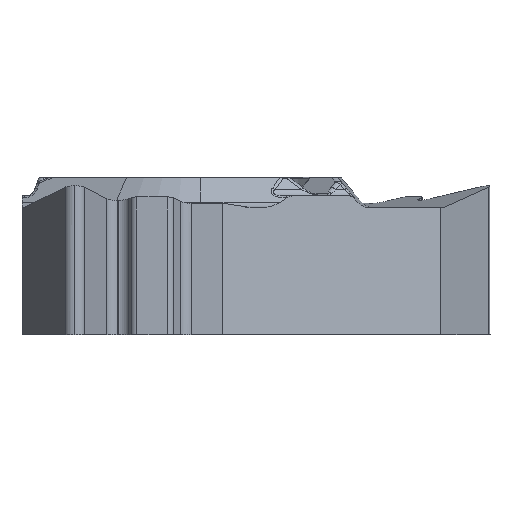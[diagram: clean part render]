
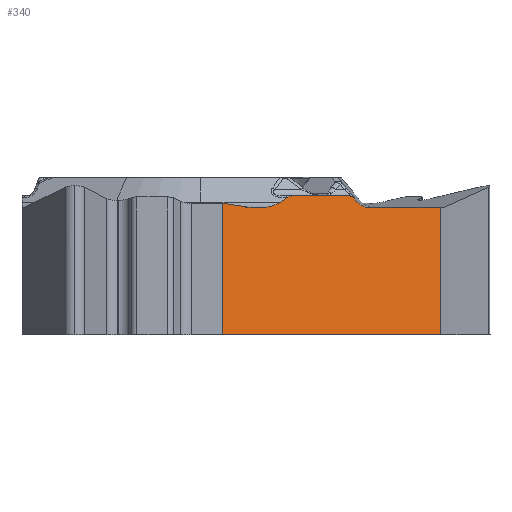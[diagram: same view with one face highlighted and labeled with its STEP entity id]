
A CAD part, front view. The second image highlights one B-rep face of the part: STEP entity #340.
In plain terms, the highlighted planar face has unit normal (0.5, -0.866, 0).
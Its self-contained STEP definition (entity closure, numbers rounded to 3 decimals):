
#340=ADVANCED_FACE('',(#606),#550,.F.);
#550=PLANE('',#3560);
#606=FACE_OUTER_BOUND('',#810,.T.);
#810=EDGE_LOOP('',(#1139,#1140,#1141,#1142,#1143,#1144,#1145,#1146,#1147,
#1148,#1149,#1150,#1151,#1152));
#1034=ELLIPSE('',#3555,0.489,0.415);
#1035=ELLIPSE('',#3556,0.177,0.15);
#1036=ELLIPSE('',#3557,0.3,0.15);
#1037=ELLIPSE('',#3558,0.83,0.415);
#1038=ELLIPSE('',#3559,0.83,0.415);
#1139=ORIENTED_EDGE('',*,*,#2489,.T.);
#1140=ORIENTED_EDGE('',*,*,#2490,.T.);
#1141=ORIENTED_EDGE('',*,*,#2491,.F.);
#1142=ORIENTED_EDGE('',*,*,#2492,.T.);
#1143=ORIENTED_EDGE('',*,*,#2493,.F.);
#1144=ORIENTED_EDGE('',*,*,#2494,.F.);
#1145=ORIENTED_EDGE('',*,*,#2495,.T.);
#1146=ORIENTED_EDGE('',*,*,#2496,.F.);
#1147=ORIENTED_EDGE('',*,*,#2497,.F.);
#1148=ORIENTED_EDGE('',*,*,#2498,.T.);
#1149=ORIENTED_EDGE('',*,*,#2499,.F.);
#1150=ORIENTED_EDGE('',*,*,#2500,.T.);
#1151=ORIENTED_EDGE('',*,*,#2501,.T.);
#1152=ORIENTED_EDGE('',*,*,#2502,.T.);
#2175=VERTEX_POINT('',#5393);
#2176=VERTEX_POINT('',#5394);
#2177=VERTEX_POINT('',#5396);
#2178=VERTEX_POINT('',#5398);
#2179=VERTEX_POINT('',#5400);
#2180=VERTEX_POINT('',#5402);
#2181=VERTEX_POINT('',#5404);
#2182=VERTEX_POINT('',#5406);
#2183=VERTEX_POINT('',#5408);
#2184=VERTEX_POINT('',#5410);
#2185=VERTEX_POINT('',#5412);
#2186=VERTEX_POINT('',#5414);
#2187=VERTEX_POINT('',#5416);
#2188=VERTEX_POINT('',#5418);
#2489=EDGE_CURVE('',#2175,#2176,#2997,.T.);
#2490=EDGE_CURVE('',#2176,#2177,#2998,.T.);
#2491=EDGE_CURVE('',#2178,#2177,#2999,.T.);
#2492=EDGE_CURVE('',#2178,#2179,#1034,.T.);
#2493=EDGE_CURVE('',#2180,#2179,#3000,.T.);
#2494=EDGE_CURVE('',#2181,#2180,#1035,.T.);
#2495=EDGE_CURVE('',#2181,#2182,#3001,.T.);
#2496=EDGE_CURVE('',#2183,#2182,#1036,.T.);
#2497=EDGE_CURVE('',#2184,#2183,#3002,.T.);
#2498=EDGE_CURVE('',#2184,#2185,#1037,.T.);
#2499=EDGE_CURVE('',#2186,#2185,#3003,.T.);
#2500=EDGE_CURVE('',#2186,#2187,#1038,.T.);
#2501=EDGE_CURVE('',#2187,#2188,#3004,.T.);
#2502=EDGE_CURVE('',#2188,#2175,#3005,.T.);
#2997=LINE('',#5392,#3237);
#2998=LINE('',#5395,#3238);
#2999=LINE('',#5397,#3239);
#3000=LINE('',#5401,#3240);
#3001=LINE('',#5405,#3241);
#3002=LINE('',#5409,#3242);
#3003=LINE('',#5413,#3243);
#3004=LINE('',#5417,#3244);
#3005=LINE('',#5419,#3245);
#3237=VECTOR('',#3974,1.);
#3238=VECTOR('',#3975,1.);
#3239=VECTOR('',#3976,1.);
#3240=VECTOR('',#3979,1.);
#3241=VECTOR('',#3982,1.);
#3242=VECTOR('',#3985,1.);
#3243=VECTOR('',#3988,1.);
#3244=VECTOR('',#3991,1.);
#3245=VECTOR('',#3992,1.);
#3555=AXIS2_PLACEMENT_3D('',#5399,#3977,#3978);
#3556=AXIS2_PLACEMENT_3D('',#5403,#3980,#3981);
#3557=AXIS2_PLACEMENT_3D('',#5407,#3983,#3984);
#3558=AXIS2_PLACEMENT_3D('',#5411,#3986,#3987);
#3559=AXIS2_PLACEMENT_3D('',#5415,#3989,#3990);
#3560=AXIS2_PLACEMENT_3D('',#5420,#3993,#3994);
#3974=DIRECTION('',(0.866,0.5,0.));
#3975=DIRECTION('',(0.,0.,1.));
#3976=DIRECTION('',(0.866,0.5,0.));
#3977=DIRECTION('',(-0.5,0.866,0.));
#3978=DIRECTION('',(-0.866,-0.5,0.));
#3979=DIRECTION('',(0.609,0.352,-0.711));
#3980=DIRECTION('',(-0.5,0.866,0.));
#3981=DIRECTION('',(0.866,0.5,0.));
#3982=DIRECTION('',(-0.866,-0.5,0.));
#3983=DIRECTION('',(-0.5,0.866,0.));
#3984=DIRECTION('',(-0.866,-0.5,0.));
#3985=DIRECTION('',(0.744,0.43,0.512));
#3986=DIRECTION('',(-0.5,0.866,0.));
#3987=DIRECTION('',(-0.866,-0.5,0.));
#3988=DIRECTION('',(0.866,0.5,0.));
#3989=DIRECTION('',(-0.5,0.866,0.));
#3990=DIRECTION('',(0.866,0.5,0.));
#3991=DIRECTION('',(-0.858,-0.496,0.133));
#3992=DIRECTION('',(0.,0.,-1.));
#3993=DIRECTION('',(-0.5,0.866,0.));
#3994=DIRECTION('',(-0.866,-0.5,0.));
#5392=CARTESIAN_POINT('',(8.733,-0.457,-3.97));
#5393=CARTESIAN_POINT('',(0.567,-5.172,-3.97));
#5394=CARTESIAN_POINT('',(6.386,-1.812,-3.97));
#5395=CARTESIAN_POINT('',(6.386,-1.812,0.));
#5396=CARTESIAN_POINT('',(6.386,-1.812,-0.585));
#5397=CARTESIAN_POINT('',(-3.971,-7.792,-0.585));
#5398=CARTESIAN_POINT('',(4.499,-2.902,-0.585));
#5399=CARTESIAN_POINT('',(4.499,-2.902,-0.17));
#5400=CARTESIAN_POINT('',(4.174,-3.089,-0.437));
#5401=CARTESIAN_POINT('',(-0.044,-5.525,4.486));
#5402=CARTESIAN_POINT('',(4.077,-3.145,-0.324));
#5403=CARTESIAN_POINT('',(3.96,-3.213,-0.42));
#5404=CARTESIAN_POINT('',(3.96,-3.213,-0.27));
#5405=CARTESIAN_POINT('',(-3.971,-7.792,-0.27));
#5406=CARTESIAN_POINT('',(2.476,-4.07,-0.27));
#5407=CARTESIAN_POINT('',(2.476,-4.07,-0.42));
#5408=CARTESIAN_POINT('',(2.277,-4.185,-0.324));
#5409=CARTESIAN_POINT('',(7.165,-1.363,3.039));
#5410=CARTESIAN_POINT('',(2.113,-4.279,-0.437));
#5411=CARTESIAN_POINT('',(1.562,-4.597,-0.17));
#5412=CARTESIAN_POINT('',(1.562,-4.597,-0.585));
#5413=CARTESIAN_POINT('',(8.733,-0.457,-0.585));
#5414=CARTESIAN_POINT('',(1.45,-4.662,-0.585));
#5415=CARTESIAN_POINT('',(1.45,-4.662,-0.17));
#5416=CARTESIAN_POINT('',(1.264,-4.77,-0.571));
#5417=CARTESIAN_POINT('',(8.537,-0.571,-1.696));
#5418=CARTESIAN_POINT('',(0.567,-5.172,-0.463));
#5419=CARTESIAN_POINT('',(0.567,-5.172,0.));
#5420=CARTESIAN_POINT('',(8.733,-0.457,0.));
